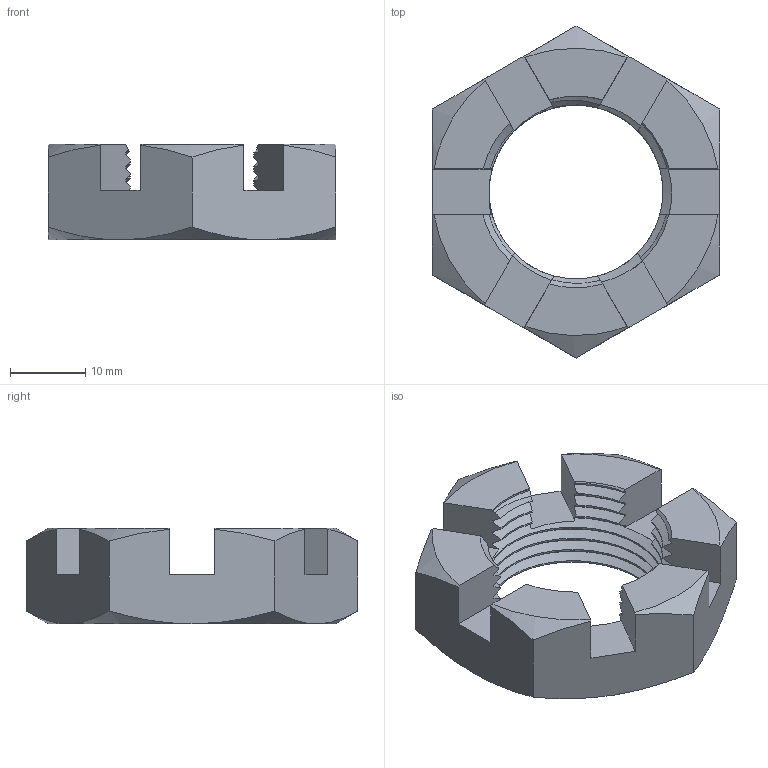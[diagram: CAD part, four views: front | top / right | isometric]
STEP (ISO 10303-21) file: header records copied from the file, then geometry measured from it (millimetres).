
FILE_DESCRIPTION (( 'STEP AP203' ), '1' );
FILE_NAME ('SPINDLE NUT 1 INCH_1_REV_.step', '2025-08-17T04:52:02', ( '' ), ( '' ), 'SwSTEP 2.0', 'SolidWorks 2024', '' );
FILE_SCHEMA (( 'CONFIG_CONTROL_DESIGN' ));
Length unit declared in the file: inch
Products named in the file (1): SPINDLE NUT 1 INCH_1_REV_
Bounding box: 38.1 x 43.99 x 12.7 mm (x, y, z)
Volume: 8394.4 mm3; surface area: 4729.2 mm2
Topology: 1 solids, 1 shells, 137 faces, 402 edges, 266 vertices
Faces by surface type: bspline 58, plane 31, cylinder 28, cone 20
Entity records: 7320 total; most frequent: CARTESIAN_POINT 4442, ORIENTED_EDGE 804, EDGE_CURVE 402, DIRECTION 290, VERTEX_POINT 266, B_SPLINE_CURVE_WITH_KNOTS 215, EDGE_LOOP 138, FACE_OUTER_BOUND 137
